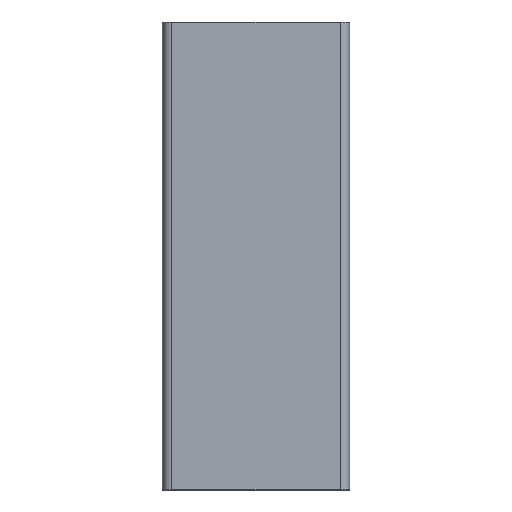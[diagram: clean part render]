
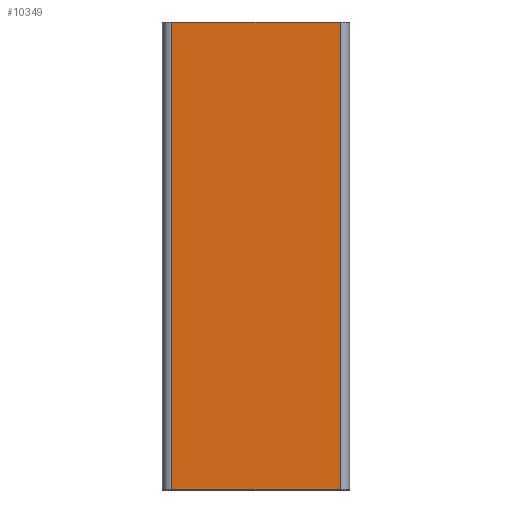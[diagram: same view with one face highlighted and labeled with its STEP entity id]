
A CAD part, front view. The second image highlights one B-rep face of the part: STEP entity #10349.
In plain terms, the highlighted planar face has unit normal (0, -1, 0).
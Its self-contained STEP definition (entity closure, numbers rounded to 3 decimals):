
#707=LINE('',#17778,#1365);
#766=LINE('',#18017,#1424);
#767=LINE('',#18021,#1425);
#768=LINE('',#18022,#1426);
#1365=VECTOR('',#14126,10.);
#1424=VECTOR('',#14427,10.);
#1425=VECTOR('',#14432,10.);
#1426=VECTOR('',#14433,10.);
#1747=PLANE('',#11568);
#2145=FACE_OUTER_BOUND('',#2836,.T.);
#2836=EDGE_LOOP('',(#8183,#8184,#8185,#8186));
#4625=VERTEX_POINT('',#17772);
#4626=VERTEX_POINT('',#17776);
#4685=VERTEX_POINT('',#18016);
#4686=VERTEX_POINT('',#18020);
#5810=EDGE_CURVE('',#4625,#4626,#707,.T.);
#5929=EDGE_CURVE('',#4685,#4626,#766,.T.);
#5931=EDGE_CURVE('',#4686,#4625,#767,.T.);
#5932=EDGE_CURVE('',#4685,#4686,#768,.T.);
#8183=ORIENTED_EDGE('',*,*,#5810,.F.);
#8184=ORIENTED_EDGE('',*,*,#5931,.F.);
#8185=ORIENTED_EDGE('',*,*,#5932,.F.);
#8186=ORIENTED_EDGE('',*,*,#5929,.T.);
#10349=ADVANCED_FACE('',(#2145),#1747,.T.);
#11568=AXIS2_PLACEMENT_3D('',#18019,#14430,#14431);
#14126=DIRECTION('',(1.,0.,0.));
#14427=DIRECTION('',(0.,0.,1.));
#14430=DIRECTION('center_axis',(0.,-1.,0.));
#14431=DIRECTION('ref_axis',(1.,0.,0.));
#14432=DIRECTION('',(0.,0.,1.));
#14433=DIRECTION('',(-1.,0.,0.));
#17772=CARTESIAN_POINT('',(145370.174,144809.575,99.9));
#17776=CARTESIAN_POINT('',(145442.174,144809.575,99.9));
#17778=CARTESIAN_POINT('',(145428.056,144809.575,99.9));
#18016=CARTESIAN_POINT('',(145442.174,144809.575,-99.9));
#18017=CARTESIAN_POINT('',(145442.174,144809.575,0.));
#18019=CARTESIAN_POINT('Origin',(145370.174,144809.575,0.));
#18020=CARTESIAN_POINT('',(145370.174,144809.575,-99.9));
#18021=CARTESIAN_POINT('',(145370.174,144809.575,0.));
#18022=CARTESIAN_POINT('',(145428.056,144809.575,-99.9));
